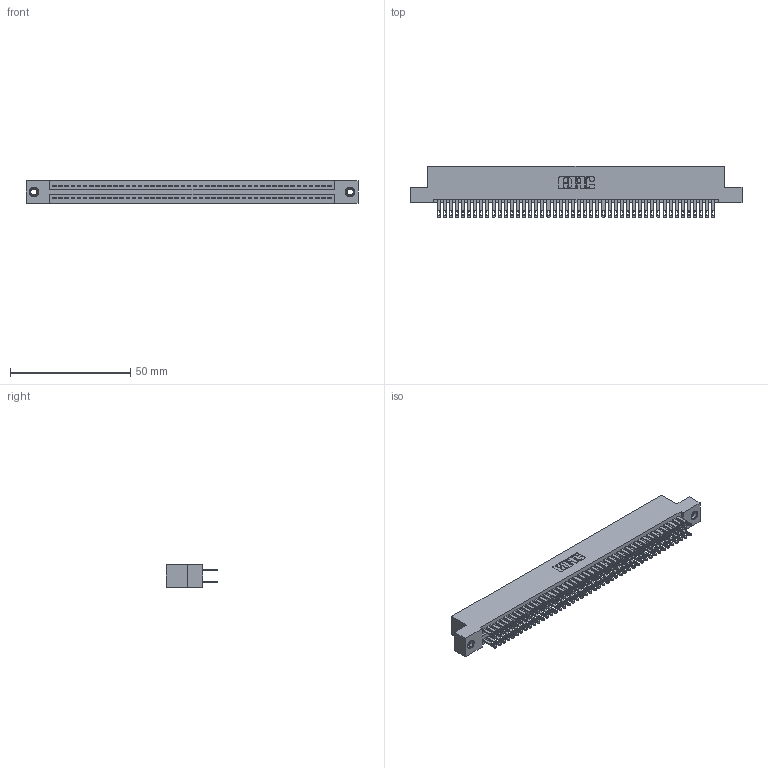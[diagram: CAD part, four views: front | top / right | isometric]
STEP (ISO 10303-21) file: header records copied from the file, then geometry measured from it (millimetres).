
FILE_DESCRIPTION (( 'STEP AP203' ), '1' );
FILE_NAME ('345-092-500-207.STEP', '2019-11-01T17:55:52', ( '' ), ( '' ), 'SwSTEP 2.0', 'SolidWorks 2016', '' );
FILE_SCHEMA (( 'CONFIG_CONTROL_DESIGN' ));
Length unit declared in the file: inch
Products named in the file (4): 345-092-500-207; 345-250-001_345-250-005-103; 345-292-001_345-293-100; 345 Part_Flush Mounting Lugs - 0.156 Dia-TI
Assembly tree (95 placements, depth 2):
  345-092-500-207
    345 Part_Flush Mounting Lugs - 0.156 Dia-TI
    345-292-001_345-293-100  x92
    345-250-001_345-250-005-103  x2
Bounding box: 138.05 x 21.51 x 9.4 mm (x, y, z)
Volume: 13715 mm3; surface area: 21316.7 mm2
Topology: 95 solids, 95 shells, 4418 faces, 13449 edges, 8958 vertices
Faces by surface type: plane 2596, cylinder 1806, cone 12, torus 4
Entity records: 36670 total; most frequent: CARTESIAN_POINT 6123, ORIENTED_EDGE 6050, DIRECTION 5423, EDGE_CURVE 3025, LINE 2685, VECTOR 2685, VERTEX_POINT 2012, AXIS2_PLACEMENT_3D 1369
